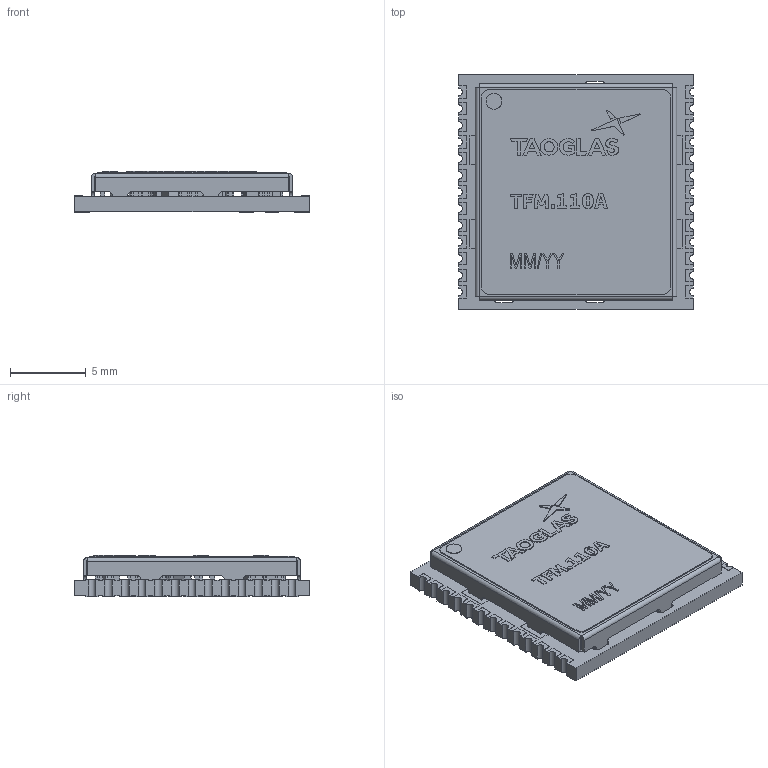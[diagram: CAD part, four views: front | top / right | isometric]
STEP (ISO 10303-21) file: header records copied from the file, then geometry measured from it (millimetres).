
FILE_DESCRIPTION (( 'STEP AP214' ), '1' );
FILE_NAME ('TFM110.STEP', '2022-10-24T11:32:28', ( 'LocalAdmin' ), ( '' ), 'SwSTEP 2.0', 'SolidWorks 2018', '' );
FILE_SCHEMA (( 'AUTOMOTIVE_DESIGN' ));
Length unit declared in the file: millimetre
Products named in the file (126): C15; TFM110_Board; Extruded-16; Extruded-23; 6187622672; 6186879552; Extruded-15; Extruded-22; 6187626832; Extruded-30; Extruded-12; FIL2; C5; C20; Extruded-20; Extruded-5; 6186879232; C13; L4; Extruded-32; 6188398880; 001022G160000A_Label,_12.5_mm_X_13.5_mm,_TFM.110A; 6187618032; Cylinder-4; C9; C21; TFM.110A_GNSS_Front_End_Module_(D01); C11; 6187627072; C7; 6187624832; 6186879792; 6187630432; 6186880352; 6187627312; TFM110_Board_Model; Extruded-14; Extruded-6; C12; L8 ...
Assembly tree (200 placements, depth 7):
  TFM110
    Board
      Open CASCADE STEP translator 6.8 2.1.1
    Free-Models
      TFM.110A_GNSS_Front_End_Module_(D01)
        100222C020000A_D01
          D1
            6187622992
              Extruded
            6187622672
              Extruded-1
          L10
            6187618032  x2
              Extruded-2
            6187618272
              Extruded-3
          L8
            6186878432  x2
              Extruded-4
            6186878752
              Extruded-5
          L7
            6187628592
              Extruded-6
            6187628992  x2
              Extruded-7
          L5
            6186877312  x2
              Extruded-8
            6187630432
              Extruded-9
          L2
            6186877312  x2
              Extruded-8
            6187630432
              Extruded-9
          U5
            6187624832
              Cylinder-1
            6187625072
              Extruded-10
          U4
            6187626832
              Extruded-11
            6187627072
              Cylinder-2
          C1
            6186878432  x2
              Extruded-4
            6186878752
              Extruded-5
          C2
            6186878432  x2
              Extruded-4
            6186878752
              Extruded-5
          C3
            6186878432  x2
              Extruded-4
            6186878752
Bounding box: 15.5 x 15.5 x 2.71 mm (x, y, z)
Volume: 313.3 mm3; surface area: 1486.6 mm2
Topology: 117 solids, 117 shells, 1615 faces, 3947 edges, 2626 vertices
Faces by surface type: plane 1451, bspline 94, cylinder 70
Full cylindrical faces by diameter (mm): 0.2 x5, 1.5 x1
Entity records: 53434 total; most frequent: CARTESIAN_POINT 8048, ORIENTED_EDGE 6082, DIRECTION 5707, EDGE_CURVE 3041, VECTOR 2713, LINE 2713, VERTEX_POINT 2026, AXIS2_PLACEMENT_3D 1497
